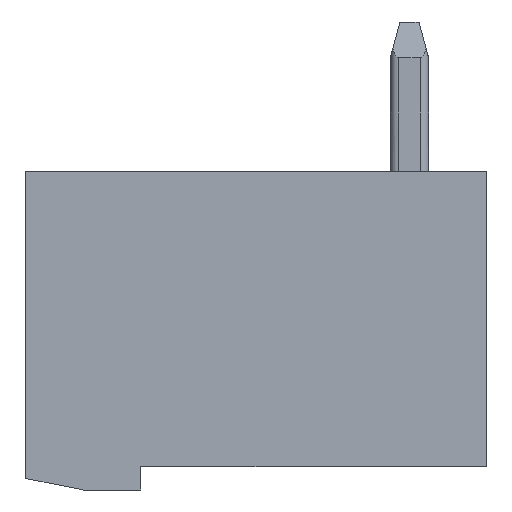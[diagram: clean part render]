
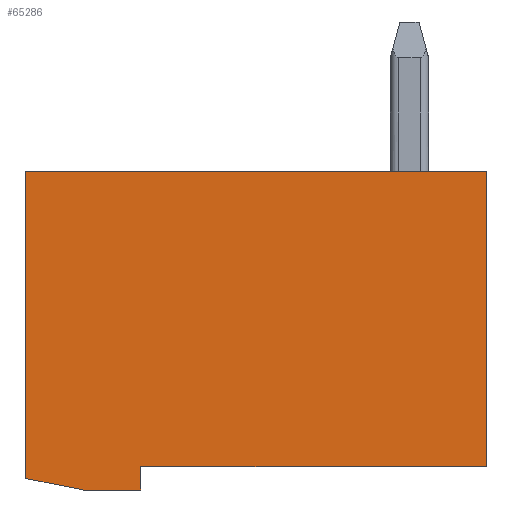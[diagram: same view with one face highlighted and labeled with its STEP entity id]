
A CAD part, left-side view. The second image highlights one B-rep face of the part: STEP entity #65286.
In plain terms, the highlighted planar face has unit normal (-1, 0, 0).
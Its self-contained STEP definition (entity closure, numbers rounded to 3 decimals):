
#64230=CARTESIAN_POINT('',(-29.794,0.,-3.525));
#64231=VERTEX_POINT('',#64230);
#64241=CARTESIAN_POINT('',(-29.794,0.,3.8));
#64242=VERTEX_POINT('',#64241);
#64243=CARTESIAN_POINT('',(-29.794,0.,-3.525));
#64244=DIRECTION('',(0.,0.,1.));
#64245=VECTOR('',#64244,7.325);
#64246=LINE('',#64243,#64245);
#64247=EDGE_CURVE('',#64231,#64242,#64246,.T.);
#64385=CARTESIAN_POINT('',(-29.794,-10.987,3.8));
#64386=VERTEX_POINT('',#64385);
#64387=CARTESIAN_POINT('',(-29.794,0.,3.8));
#64388=DIRECTION('',(0.,-1.,0.));
#64389=VECTOR('',#64388,10.987);
#64390=LINE('',#64387,#64389);
#64391=EDGE_CURVE('',#64242,#64386,#64390,.T.);
#64484=CARTESIAN_POINT('',(-29.794,-2.747,-3.8));
#64485=VERTEX_POINT('',#64484);
#64492=CARTESIAN_POINT('',(-29.794,-1.373,-3.8));
#64493=VERTEX_POINT('',#64492);
#64494=CARTESIAN_POINT('',(-29.794,-2.747,-3.8));
#64495=DIRECTION('',(0.,1.,0.));
#64496=VECTOR('',#64495,1.373);
#64497=LINE('',#64494,#64496);
#64498=EDGE_CURVE('',#64485,#64493,#64497,.T.);
#64666=CARTESIAN_POINT('',(-29.794,-2.747,-3.25));
#64667=VERTEX_POINT('',#64666);
#64674=CARTESIAN_POINT('',(-29.794,-2.747,-3.25));
#64675=DIRECTION('',(0.,0.,-1.));
#64676=VECTOR('',#64675,0.549);
#64677=LINE('',#64674,#64676);
#64678=EDGE_CURVE('',#64667,#64485,#64677,.T.);
#64690=CARTESIAN_POINT('',(-29.794,-10.987,-3.25));
#64691=VERTEX_POINT('',#64690);
#64698=CARTESIAN_POINT('',(-29.794,-10.987,-3.25));
#64699=DIRECTION('',(0.,1.,0.));
#64700=VECTOR('',#64699,8.24);
#64701=LINE('',#64698,#64700);
#64702=EDGE_CURVE('',#64691,#64667,#64701,.T.);
#64771=CARTESIAN_POINT('',(-29.794,-10.987,3.8));
#64772=DIRECTION('',(0.,0.,-1.));
#64773=VECTOR('',#64772,7.05);
#64774=LINE('',#64771,#64773);
#64775=EDGE_CURVE('',#64386,#64691,#64774,.T.);
#65261=CARTESIAN_POINT('',(-29.794,-1.373,-3.8));
#65262=DIRECTION('',(0.,0.981,0.196));
#65263=VECTOR('',#65262,1.401);
#65264=LINE('',#65261,#65263);
#65265=EDGE_CURVE('',#64493,#64231,#65264,.T.);
#65272=CARTESIAN_POINT('',(-29.794,-5.494,0.));
#65273=DIRECTION('',(0.,0.,1.));
#65274=DIRECTION('',(-1.,0.,0.));
#65275=AXIS2_PLACEMENT_3D('',#65272,#65274,#65273);
#65276=PLANE('',#65275);
#65277=ORIENTED_EDGE('',*,*,#65265,.F.);
#65278=ORIENTED_EDGE('',*,*,#64498,.F.);
#65279=ORIENTED_EDGE('',*,*,#64678,.F.);
#65280=ORIENTED_EDGE('',*,*,#64702,.F.);
#65281=ORIENTED_EDGE('',*,*,#64775,.F.);
#65282=ORIENTED_EDGE('',*,*,#64391,.F.);
#65283=ORIENTED_EDGE('',*,*,#64247,.F.);
#65284=EDGE_LOOP('',(#65277,#65278,#65279,#65280,#65281,#65282,#65283));
#65285=FACE_OUTER_BOUND('',#65284,.T.);
#65286=ADVANCED_FACE('',(#65285),#65276,.T.);
